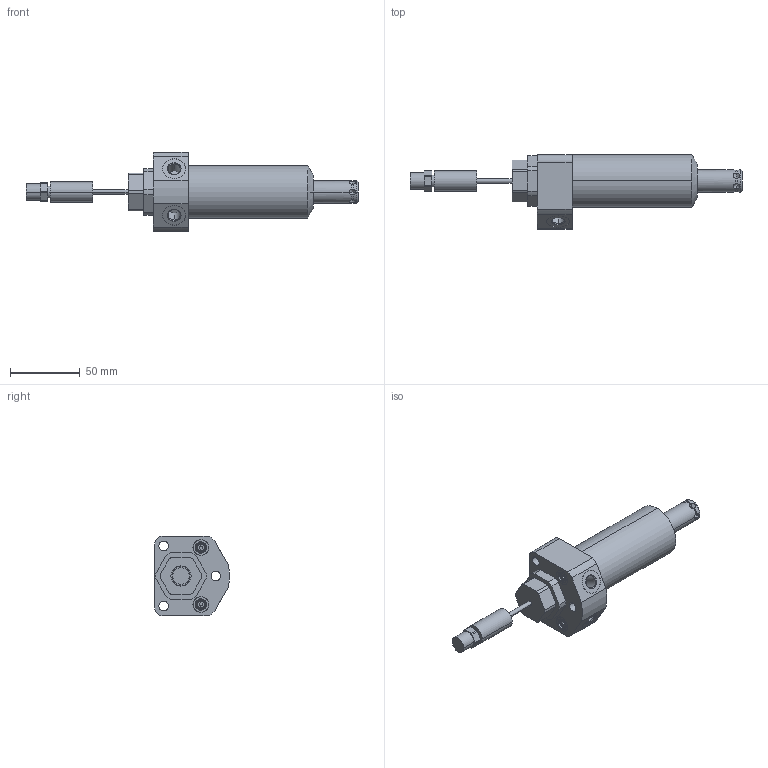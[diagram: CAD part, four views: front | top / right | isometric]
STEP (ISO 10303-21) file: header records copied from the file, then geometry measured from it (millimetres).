
FILE_DESCRIPTION((''),'2;1');
FILE_NAME('ILCM41420524US','2025-05-02T09:00:26',('Asawyer'),(''),'CREO PARAMETRIC BY PTC INC, 2021164','CREO PARAMETRIC BY PTC INC, 2021164','');
FILE_SCHEMA(('AUTOMOTIVE_DESIGN { 1 0 10303 214 1 1 1 1 }'));
Length unit declared in the file: millimetre
Products named in the file (1): ILCM41420524US
Bounding box: 238.54 x 53.81 x 57 mm (x, y, z)
Volume: 190770.5 mm3; surface area: 30668.3 mm2
Topology: 1 solids, 4 shells, 194 faces, 490 edges, 315 vertices
Faces by surface type: cylinder 81, plane 79, cone 24, torus 10
Entity records: 8079 total; most frequent: CARTESIAN_POINT 1355, DIRECTION 1078, ORIENTED_EDGE 940, PRESENTATION_STYLE_ASSIGNMENT 528, STYLED_ITEM 511, CURVE_STYLE 509, EDGE_CURVE 472, AXIS2_PLACEMENT_3D 418
